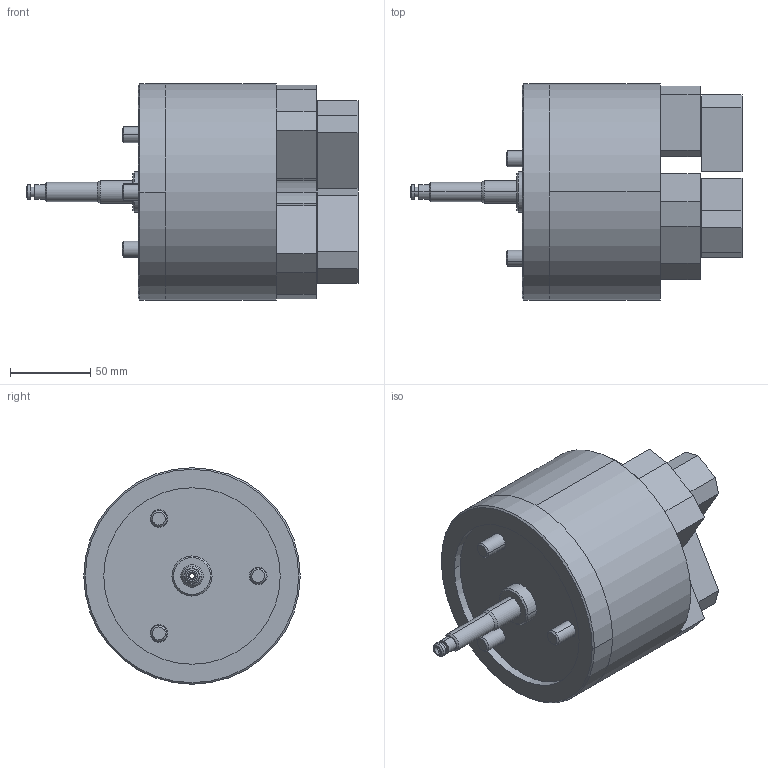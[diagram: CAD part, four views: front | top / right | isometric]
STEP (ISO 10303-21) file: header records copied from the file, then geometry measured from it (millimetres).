
FILE_DESCRIPTION (( 'STEP AP203' ), '1' );
FILE_NAME ('CF-3J-05.STEP', '2019-10-18T09:46:46', ( 'temp' ), ( '' ), 'SwSTEP 2.0', 'SolidWorks 2016', '' );
FILE_SCHEMA (( 'CONFIG_CONTROL_DESIGN' ));
Length unit declared in the file: millimetre
Products named in the file (9): CF-3J-05-02000_4磨工一; CF-3J-05-05000; CF-3J-06-03000; CF-3J-06-04000; CF-3J-06-13000; 圓頭內六角螺栓_M10x20; 圓頭內六角螺栓_M10x85; CF-3J-05; CF-3J-05-01000
Assembly tree (18 placements, depth 2):
  CF-3J-05
    CF-3J-05-01000
    CF-3J-05-02000_4磨工一
    CF-3J-05-05000
    CF-3J-06-03000  x3
    CF-3J-06-04000  x3
    CF-3J-06-13000  x3
    圓頭內六角螺栓_M10x20  x3
    圓頭內六角螺栓_M10x85  x3
Bounding box: 207 x 135 x 135 mm (x, y, z)
Volume: 1449411.8 mm3; surface area: 197480.3 mm2
Topology: 18 solids, 18 shells, 375 faces, 847 edges, 521 vertices
Faces by surface type: plane 177, cylinder 122, cone 76
Entity records: 6716 total; most frequent: DIRECTION 1071, CARTESIAN_POINT 914, ORIENTED_EDGE 854, EDGE_CURVE 427, AXIS2_PLACEMENT_3D 426, VERTEX_POINT 269, EDGE_LOOP 242, VECTOR 219
